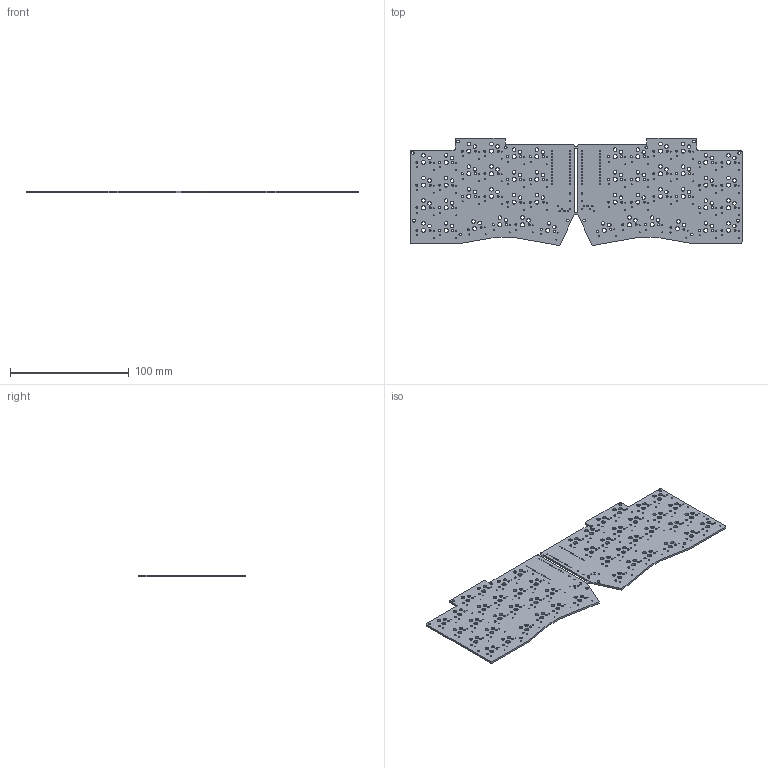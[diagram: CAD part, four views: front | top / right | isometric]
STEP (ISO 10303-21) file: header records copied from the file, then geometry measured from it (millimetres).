
FILE_DESCRIPTION(('KiCad electronic assembly'),'2;1');
FILE_NAME('yamanami_keyboard_choc.step','2021-09-26T10:57:19',( 'An Author'),('A Company'),'Open CASCADE STEP processor 6.9', 'KiCad to STEP converter','Unknown');
FILE_SCHEMA(('AUTOMOTIVE_DESIGN { 1 0 10303 214 1 1 1 1 }'));
Length unit declared in the file: millimetre
Products named in the file (2): Open CASCADE STEP translator 6.9 1; COMPOUND
Assembly tree (1 placements, depth 2):
  Open CASCADE STEP translator 6.9 1
    COMPOUND
Bounding box: 279.05 x 90 x 1.6 mm (x, y, z)
Volume: 33236.6 mm3; surface area: 47137.7 mm2
Topology: 1 solids, 1 shells, 536 faces, 1602 edges, 1068 vertices
Faces by surface type: cylinder 482, plane 54
Full cylindrical faces by diameter (mm): 0.813 x144, 0.991 x48, 1.2 x4, 1.3 x4, 1.702 x96, 2.3 x12, 3 x96, 3.429 x48
Entity records: 41327 total; most frequent: DIRECTION 6846, CARTESIAN_POINT 6412, ORIENTED_EDGE 3204, PCURVE 3204, DEFINITIONAL_REPRESENTATION 3204, LINE 2878, VECTOR 2878, CIRCLE 1928
